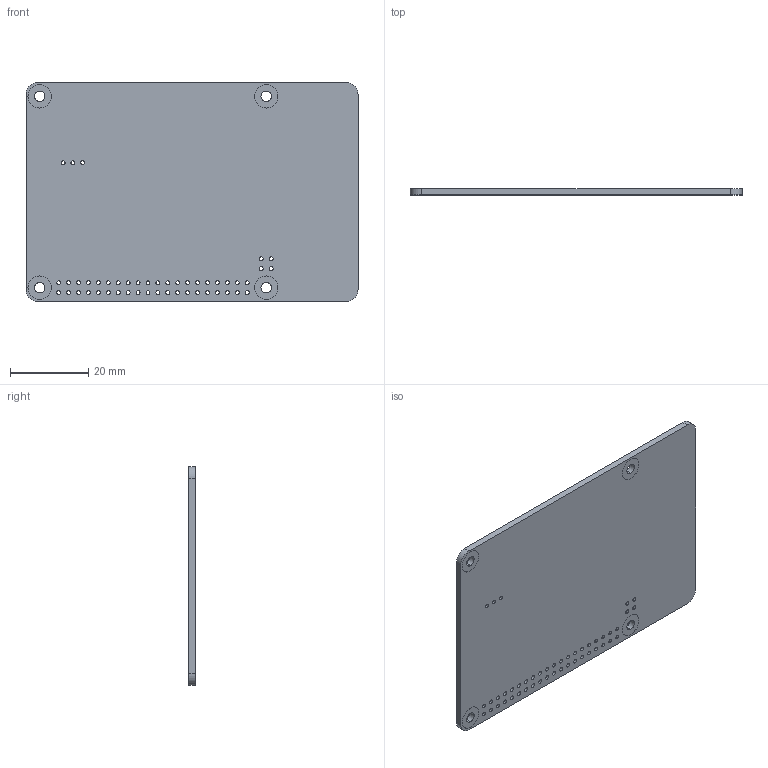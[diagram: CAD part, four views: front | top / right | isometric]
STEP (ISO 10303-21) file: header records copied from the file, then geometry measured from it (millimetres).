
FILE_DESCRIPTION (( 'STEP AP203' ), '1' );
FILE_NAME ('PCB- RPi4ModelB.STEP_Predeterminado_sldprt.STEP', '2022-06-23T14:45:33', ( '' ), ( '' ), 'SwSTEP 2.0', 'SolidWorks 2020', '' );
FILE_SCHEMA (( 'CONFIG_CONTROL_DESIGN' ));
Length unit declared in the file: millimetre
Products named in the file (1): PCB- RPi4ModelB.STEP_Predeterminado_sldprt
Bounding box: 85 x 1.6 x 56 mm (x, y, z)
Volume: 7506.1 mm3; surface area: 10119.2 mm2
Topology: 1 solids, 1 shells, 136 faces, 378 edges, 252 vertices
Faces by surface type: cylinder 122, plane 14
Entity records: 4787 total; most frequent: DIRECTION 896, CARTESIAN_POINT 767, ORIENTED_EDGE 756, AXIS2_PLACEMENT_3D 381, EDGE_CURVE 378, VERTEX_POINT 252, EDGE_LOOP 246, CIRCLE 244
